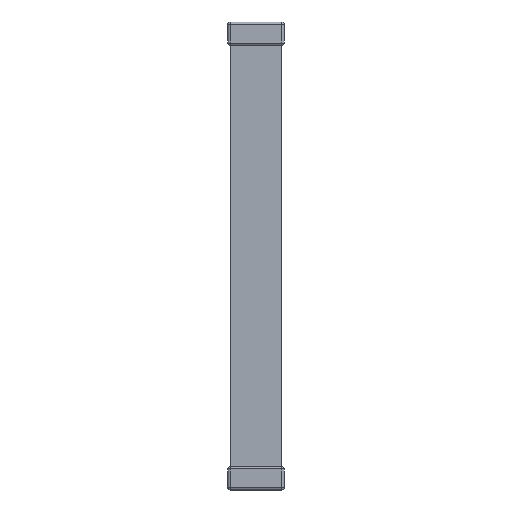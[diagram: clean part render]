
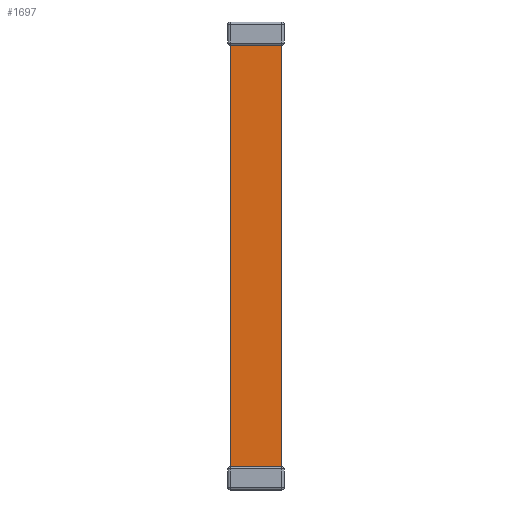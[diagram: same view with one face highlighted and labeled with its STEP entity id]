
A CAD part, left-side view. The second image highlights one B-rep face of the part: STEP entity #1697.
In plain terms, the highlighted planar face has unit normal (-1, 0, 0).
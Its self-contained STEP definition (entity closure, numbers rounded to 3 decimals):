
#422 = AXIS2_PLACEMENT_3D ( 'NONE', #2828, #2807, #1234 ) ;
#448 = VECTOR ( 'NONE', #1451, 1000. ) ;
#462 = EDGE_LOOP ( 'NONE', ( #780, #2845, #489, #3102 ) ) ;
#489 = ORIENTED_EDGE ( 'NONE', *, *, #2635, .T. ) ;
#590 = VERTEX_POINT ( 'NONE', #772 ) ;
#772 = CARTESIAN_POINT ( 'NONE',  ( -2.95, 0.55, 4.5 ) ) ;
#777 = DIRECTION ( 'NONE',  ( 0., 1., 0. ) ) ;
#780 = ORIENTED_EDGE ( 'NONE', *, *, #2700, .F. ) ;
#784 = VECTOR ( 'NONE', #2669, 1000. ) ;
#943 = PLANE ( 'NONE',  #422 ) ;
#1157 = VECTOR ( 'NONE', #2087, 1000. ) ;
#1223 = CARTESIAN_POINT ( 'NONE',  ( -2.95, 0.55, -4.5 ) ) ;
#1234 = DIRECTION ( 'NONE',  ( 0., 0., -1. ) ) ;
#1343 = CARTESIAN_POINT ( 'NONE',  ( -2.95, 0.55, -4.95 ) ) ;
#1451 = DIRECTION ( 'NONE',  ( 0., 0., 1. ) ) ;
#1466 = LINE ( 'NONE', #2136, #784 ) ;
#1671 = VERTEX_POINT ( 'NONE', #1223 ) ;
#1697 = ADVANCED_FACE ( 'NONE', ( #3457 ), #943, .F. ) ;
#1864 = CARTESIAN_POINT ( 'NONE',  ( -2.95, 0.55, -4.5 ) ) ;
#2087 = DIRECTION ( 'NONE',  ( 0., 0., 1. ) ) ;
#2136 = CARTESIAN_POINT ( 'NONE',  ( -2.95, 0.6, 4.5 ) ) ;
#2153 = VERTEX_POINT ( 'NONE', #2952 ) ;
#2262 = VECTOR ( 'NONE', #777, 1000. ) ;
#2425 = LINE ( 'NONE', #1864, #2262 ) ;
#2462 = VERTEX_POINT ( 'NONE', #2488 ) ;
#2471 = LINE ( 'NONE', #2756, #448 ) ;
#2488 = CARTESIAN_POINT ( 'NONE',  ( -2.95, -0.55, 4.5 ) ) ;
#2494 = LINE ( 'NONE', #1343, #1157 ) ;
#2635 = EDGE_CURVE ( 'NONE', #2462, #590, #1466, .T. ) ;
#2669 = DIRECTION ( 'NONE',  ( 0., 1., 0. ) ) ;
#2700 = EDGE_CURVE ( 'NONE', #2153, #1671, #2425, .T. ) ;
#2756 = CARTESIAN_POINT ( 'NONE',  ( -2.95, -0.55, -4.95 ) ) ;
#2807 = DIRECTION ( 'NONE',  ( 1., 0., 0. ) ) ;
#2828 = CARTESIAN_POINT ( 'NONE',  ( -2.95, 0.55, -4.95 ) ) ;
#2845 = ORIENTED_EDGE ( 'NONE', *, *, #2859, .T. ) ;
#2859 = EDGE_CURVE ( 'NONE', #2153, #2462, #2471, .T. ) ;
#2952 = CARTESIAN_POINT ( 'NONE',  ( -2.95, -0.55, -4.5 ) ) ;
#3067 = EDGE_CURVE ( 'NONE', #1671, #590, #2494, .T. ) ;
#3102 = ORIENTED_EDGE ( 'NONE', *, *, #3067, .F. ) ;
#3457 = FACE_OUTER_BOUND ( 'NONE', #462, .T. ) ;
